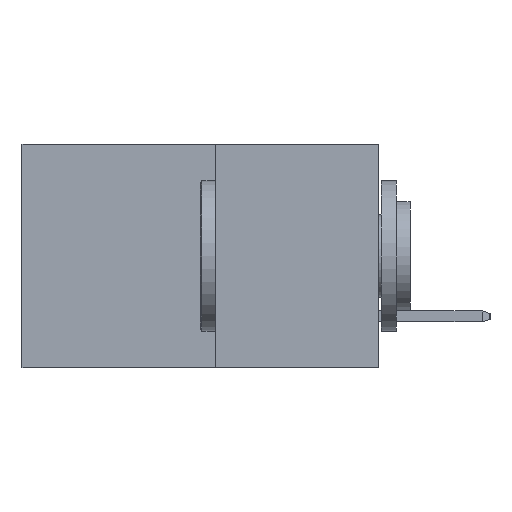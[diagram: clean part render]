
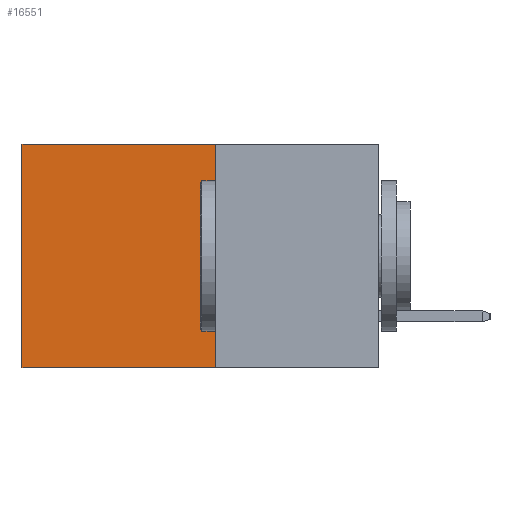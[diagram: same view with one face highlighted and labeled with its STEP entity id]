
A CAD part, left-side view. The second image highlights one B-rep face of the part: STEP entity #16551.
In plain terms, the highlighted planar face has unit normal (-1, 0, 0).
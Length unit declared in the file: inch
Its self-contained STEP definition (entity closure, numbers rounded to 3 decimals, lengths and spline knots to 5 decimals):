
#1636 = EDGE_LOOP ( 'NONE', ( #10688, #5297, #20431, #21694 ) ) ;
#1743 = LINE ( 'NONE', #5167, #14854 ) ;
#1765 = VERTEX_POINT ( 'NONE', #13275 ) ;
#1819 = EDGE_CURVE ( 'NONE', #17016, #8546, #1743, .T. ) ;
#3311 = CARTESIAN_POINT ( 'NONE',  ( 0.277, 0.27, -0.37 ) ) ;
#3641 = EDGE_CURVE ( 'NONE', #17016, #10833, #5209, .T. ) ;
#3683 = DIRECTION ( 'NONE',  ( 1., 0., 0. ) ) ;
#3997 = CARTESIAN_POINT ( 'NONE',  ( 0.277, 0.59, 0. ) ) ;
#4864 = VECTOR ( 'NONE', #5068, 39.37008 ) ;
#5022 = DIRECTION ( 'NONE',  ( 0., 1., 0. ) ) ;
#5068 = DIRECTION ( 'NONE',  ( 0., 1., 0. ) ) ;
#5167 = CARTESIAN_POINT ( 'NONE',  ( 0.277, 0.27, 0. ) ) ;
#5172 = LINE ( 'NONE', #13251, #9650 ) ;
#5209 = LINE ( 'NONE', #15032, #6879 ) ;
#5297 = ORIENTED_EDGE ( 'NONE', *, *, #16407, .F. ) ;
#6249 = FACE_OUTER_BOUND ( 'NONE', #1636, .T. ) ;
#6879 = VECTOR ( 'NONE', #14910, 39.37008 ) ;
#8425 = CARTESIAN_POINT ( 'NONE',  ( 0.277, 0.27, 0. ) ) ;
#8546 = VERTEX_POINT ( 'NONE', #3997 ) ;
#8887 = PLANE ( 'NONE',  #16466 ) ;
#9650 = VECTOR ( 'NONE', #14944, 39.37008 ) ;
#9997 = LINE ( 'NONE', #3311, #4864 ) ;
#10688 = ORIENTED_EDGE ( 'NONE', *, *, #20955, .T. ) ;
#10833 = VERTEX_POINT ( 'NONE', #18419 ) ;
#12231 = CARTESIAN_POINT ( 'NONE',  ( 0.277, 0.27, -0.37 ) ) ;
#13251 = CARTESIAN_POINT ( 'NONE',  ( 0.277, 0.59, -0.37 ) ) ;
#13275 = CARTESIAN_POINT ( 'NONE',  ( 0.277, 0.59, -0.37 ) ) ;
#14854 = VECTOR ( 'NONE', #5022, 39.37008 ) ;
#14910 = DIRECTION ( 'NONE',  ( 0., 0., -1. ) ) ;
#14944 = DIRECTION ( 'NONE',  ( 0., 0., -1. ) ) ;
#15032 = CARTESIAN_POINT ( 'NONE',  ( 0.277, 0.27, -0.37 ) ) ;
#15584 = DIRECTION ( 'NONE',  ( 0., 0., -1. ) ) ;
#16407 = EDGE_CURVE ( 'NONE', #10833, #1765, #9997, .T. ) ;
#16466 = AXIS2_PLACEMENT_3D ( 'NONE', #12231, #3683, #15584 ) ;
#16551 = ADVANCED_FACE ( 'NONE', ( #6249 ), #8887, .F. ) ;
#17016 = VERTEX_POINT ( 'NONE', #8425 ) ;
#18419 = CARTESIAN_POINT ( 'NONE',  ( 0.277, 0.27, -0.37 ) ) ;
#20431 = ORIENTED_EDGE ( 'NONE', *, *, #3641, .F. ) ;
#20955 = EDGE_CURVE ( 'NONE', #8546, #1765, #5172, .T. ) ;
#21694 = ORIENTED_EDGE ( 'NONE', *, *, #1819, .T. ) ;
